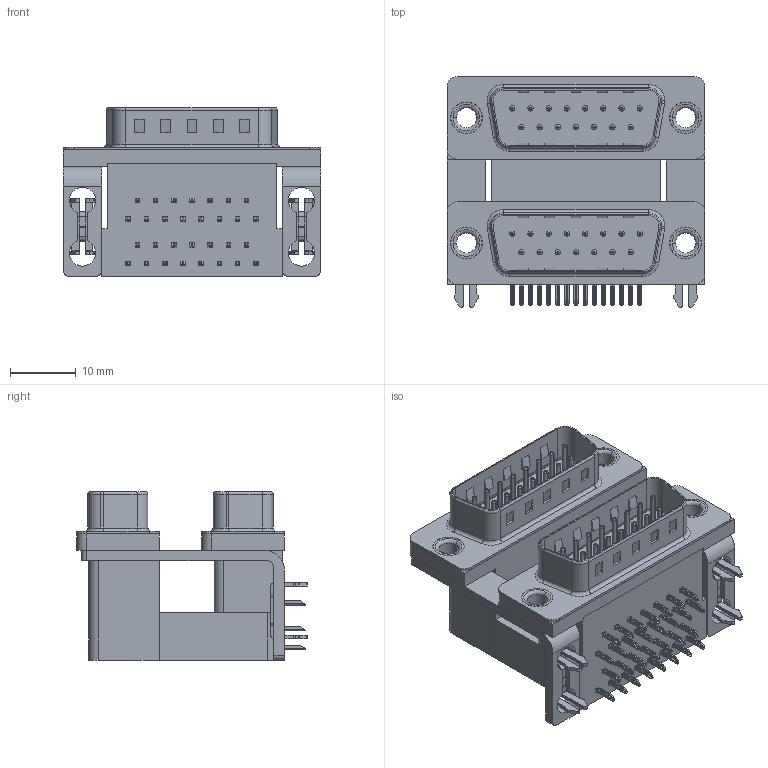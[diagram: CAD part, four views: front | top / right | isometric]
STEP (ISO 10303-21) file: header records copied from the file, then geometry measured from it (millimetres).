
FILE_DESCRIPTION (( 'STEP AP203' ), '1' );
FILE_NAME ('661-015-664-037.STEP', '2022-06-10T23:11:04', ( '' ), ( '' ), 'SwSTEP 2.0', 'SolidWorks 2020', '' );
FILE_SCHEMA (( 'CONFIG_CONTROL_DESIGN' ));
Length unit declared in the file: millimetre
Products named in the file (12): 661 Shell_15 Contacts; 661 Contact Bottom Upper_M; 661 Mounting Bracket_2ProngM; 661 Contact Top Lower; 661 Contact Bottom Lower; 661 Housing Upper_15 Contacts M; 661 Housing Lower_15 Contacts; 661 Housing Spacer_15 Contacts M; 661 Contact Top Upper_M; 661 2 Prong Board Lock_3; 661-015-664-037; 661 Thru Hole Rivet
Assembly tree (43 placements, depth 2):
  661-015-664-037
    661 Housing Lower_15 Contacts
    661 Housing Spacer_15 Contacts M
    661 Housing Upper_15 Contacts M
    661 Shell_15 Contacts  x2
    661 Contact Bottom Lower  x7
    661 Contact Top Lower  x8
    661 Contact Bottom Upper_M  x7
    661 Contact Top Upper_M  x8
    661 Mounting Bracket_2ProngM  x2
    661 2 Prong Board Lock_3  x2
    661 Thru Hole Rivet  x4
Bounding box: 39.19 x 35.1 x 25.6 mm (x, y, z)
Volume: 14372.3 mm3; surface area: 15859 mm2
Topology: 43 solids, 43 shells, 3030 faces, 7562 edges, 4702 vertices
Faces by surface type: plane 1936, cylinder 868, torus 226
Entity records: 31527 total; most frequent: CARTESIAN_POINT 5114, DIRECTION 5105, ORIENTED_EDGE 4926, EDGE_CURVE 2463, VECTOR 1829, LINE 1829, AXIS2_PLACEMENT_3D 1638, VERTEX_POINT 1583
